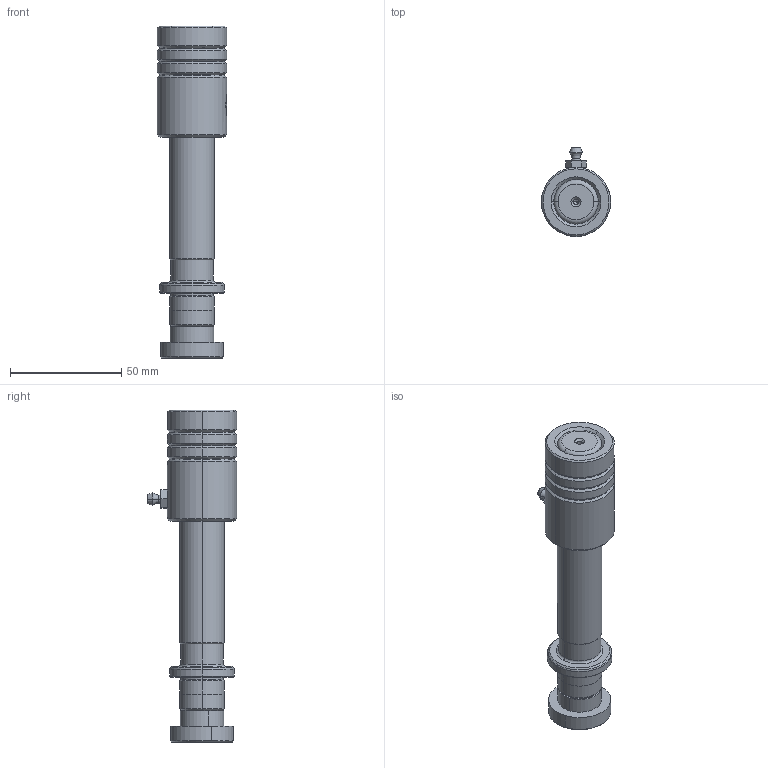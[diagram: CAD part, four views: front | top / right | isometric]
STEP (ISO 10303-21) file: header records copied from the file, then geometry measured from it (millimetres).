
FILE_DESCRIPTION (( 'STEP AP214' ), '1' );
FILE_NAME ('HRD-D20-L120.STEP', '2021-09-27T07:47:08', ( '' ), ( '' ), 'SwSTEP 2.0', 'SolidWorks 2016', '' );
FILE_SCHEMA (( 'AUTOMOTIVE_DESIGN' ));
Length unit declared in the file: millimetre
Products named in the file (12): TRP-D20-L120; 蛁蚐郲; HRD-D20-L120; TRP蹟簽D20; LXB-D31-d20-L50; LXB-D31-d20-L50郪蚾
Assembly tree (7 placements, depth 3):
  TRP-D20-L120
  蛁蚐郲
  HRD-D20-L120
    TRP-D20-L120
    TRP蹟簽D20
    LXB-D31-d20-L50郪蚾
      LXB-D31-d20-L50
      蛁蚐郲
  TRP蹟簽D20
  HRD-D20-L120
    LXB-D31-d20-L50郪蚾
      LXB-D31-d20-L50
Bounding box: 31 x 40 x 149 mm (x, y, z)
Volume: 68138 mm3; surface area: 22580 mm2
Topology: 4 solids, 4 shells, 159 faces, 347 edges, 207 vertices
Faces by surface type: cylinder 44, cone 42, plane 31, torus 28, bspline 14
Entity records: 8292 total; most frequent: CARTESIAN_POINT 4475, DIRECTION 788, ORIENTED_EDGE 682, EDGE_CURVE 341, AXIS2_PLACEMENT_3D 336, VERTEX_POINT 203, EDGE_LOOP 180, CIRCLE 176
